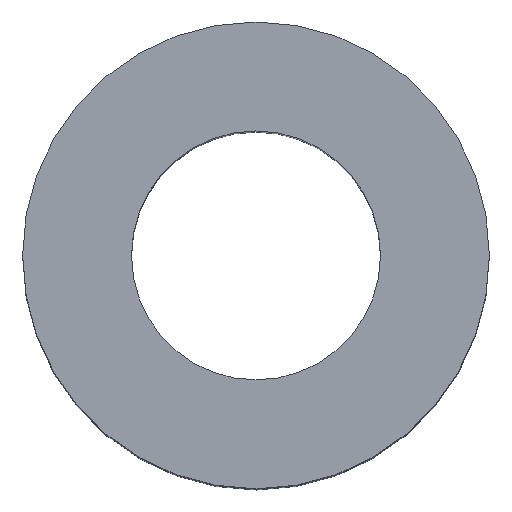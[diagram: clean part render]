
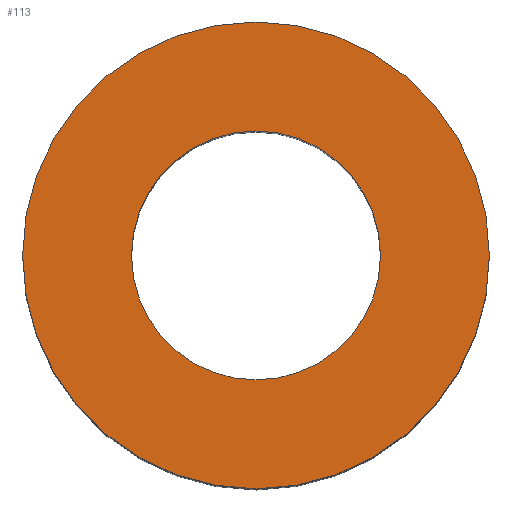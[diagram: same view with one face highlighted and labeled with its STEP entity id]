
A CAD part, top view. The second image highlights one B-rep face of the part: STEP entity #113.
In plain terms, the highlighted planar face has unit normal (0, 0, 1).
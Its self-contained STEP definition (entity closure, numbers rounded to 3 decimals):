
#29=FACE_BOUND('',#48,.T.);
#37=FACE_OUTER_BOUND('',#47,.T.);
#47=EDGE_LOOP('',(#99));
#48=EDGE_LOOP('',(#100));
#56=CIRCLE('',#139,1.6);
#57=CIRCLE('',#141,3.);
#64=VERTEX_POINT('',#201);
#65=VERTEX_POINT('',#205);
#74=EDGE_CURVE('',#64,#64,#56,.T.);
#76=EDGE_CURVE('',#65,#65,#57,.T.);
#99=ORIENTED_EDGE('',*,*,#76,.T.);
#100=ORIENTED_EDGE('',*,*,#74,.T.);
#105=PLANE('',#143);
#113=ADVANCED_FACE('',(#37,#29),#105,.T.);
#139=AXIS2_PLACEMENT_3D('',#202,#169,#170);
#141=AXIS2_PLACEMENT_3D('',#206,#174,#175);
#143=AXIS2_PLACEMENT_3D('',#210,#179,#180);
#169=DIRECTION('center_axis',(0.,0.,-1.));
#170=DIRECTION('ref_axis',(-1.,0.,0.));
#174=DIRECTION('center_axis',(0.,0.,1.));
#175=DIRECTION('ref_axis',(-1.,0.,0.));
#179=DIRECTION('center_axis',(0.,0.,1.));
#180=DIRECTION('ref_axis',(-1.,0.,0.));
#201=CARTESIAN_POINT('',(-13.65,-15.25,3.2));
#202=CARTESIAN_POINT('Origin',(-15.25,-15.25,3.2));
#205=CARTESIAN_POINT('',(-12.25,-15.25,3.2));
#206=CARTESIAN_POINT('Origin',(-15.25,-15.25,3.2));
#210=CARTESIAN_POINT('Origin',(-15.25,-15.25,3.2));
